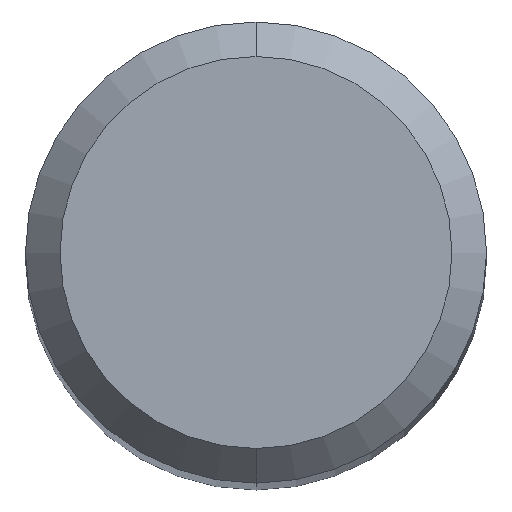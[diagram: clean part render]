
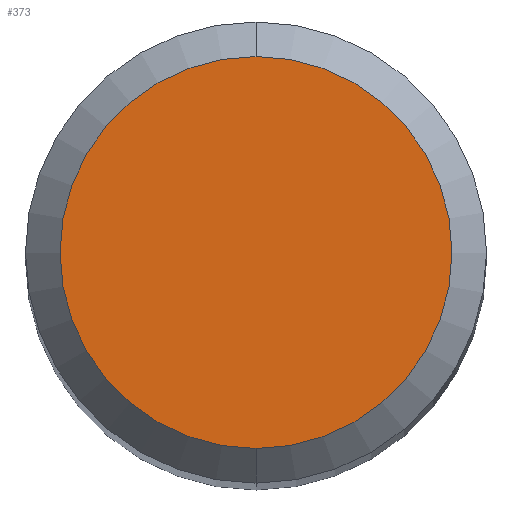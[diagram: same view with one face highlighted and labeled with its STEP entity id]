
A CAD part, top view. The second image highlights one B-rep face of the part: STEP entity #373.
In plain terms, the highlighted planar face has unit normal (0, 0, 1).
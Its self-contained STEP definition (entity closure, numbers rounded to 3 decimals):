
#373=ADVANCED_FACE('',(#1037),#1038,.T.);
#799=VERTEX_POINT('',#1496);
#815=EDGE_CURVE('',#799,#969,#1516,.T.);
#885=EDGE_CURVE('',#969,#799,#1593,.T.);
#969=VERTEX_POINT('',#1688);
#1037=FACE_OUTER_BOUND('',#1828,.T.);
#1038=PLANE('',#1829);
#1496=CARTESIAN_POINT('',(0.0,1.7,0.0));
#1516=CIRCLE('',#3705,1.7);
#1593=CIRCLE('',#4038,1.7);
#1688=CARTESIAN_POINT('',(0.,-1.7,0.0));
#1828=EDGE_LOOP('',(#4486,#4487));
#1829=AXIS2_PLACEMENT_3D('',#4488,#4489,#4490);
#3705=AXIS2_PLACEMENT_3D('',#4984,#4985,#4986);
#4038=AXIS2_PLACEMENT_3D('',#5060,#5061,#5062);
#4486=ORIENTED_EDGE('',*,*,#815,.F.);
#4487=ORIENTED_EDGE('',*,*,#885,.F.);
#4488=CARTESIAN_POINT('',(0.0,0.85,0.0));
#4489=DIRECTION('',(-0.0,0.0,1.0));
#4490=DIRECTION('',(0.0,-1.0,0.0));
#4984=CARTESIAN_POINT('',(0.0,0.0,0.0));
#4985=DIRECTION('',(0.0,0.0,-1.0));
#4986=DIRECTION('',(0.0,1.0,0.0));
#5060=CARTESIAN_POINT('',(0.0,0.0,0.0));
#5061=DIRECTION('',(0.0,0.0,-1.0));
#5062=DIRECTION('',(0.0,1.0,0.0));
